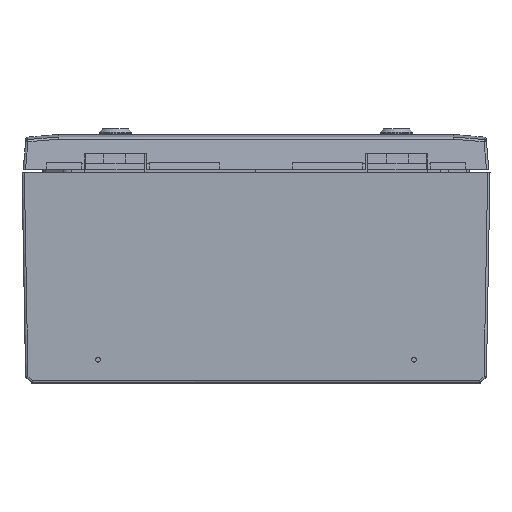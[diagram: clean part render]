
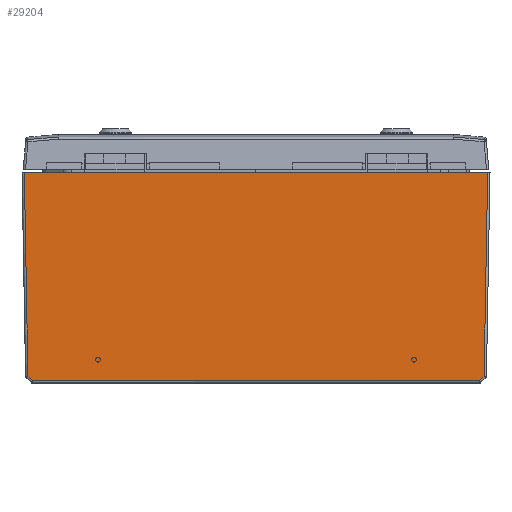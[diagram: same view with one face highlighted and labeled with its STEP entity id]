
A CAD part, left-side view. The second image highlights one B-rep face of the part: STEP entity #29204.
In plain terms, the highlighted face is planar.
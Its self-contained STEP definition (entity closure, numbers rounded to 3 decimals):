
#814 = ORIENTED_EDGE ( 'NONE', *, *, #62508, .F. ) ;
#3396 = ORIENTED_EDGE ( 'NONE', *, *, #21743, .T. ) ;
#5318 = CARTESIAN_POINT ( 'NONE',  ( -194.961, -296.961, -174.103 ) ) ;
#5490 = EDGE_CURVE ( 'NONE', #12982, #71757, #23799, .T. ) ;
#6853 = LINE ( 'NONE', #53598, #14886 ) ;
#7505 = LINE ( 'NONE', #52795, #41920 ) ;
#11012 = VERTEX_POINT ( 'NONE', #51535 ) ;
#11836 = CARTESIAN_POINT ( 'NONE',  ( 198., -300., 0. ) ) ;
#12827 = EDGE_CURVE ( 'NONE', #71757, #35171, #21518, .T. ) ;
#12982 = VERTEX_POINT ( 'NONE', #57837 ) ;
#14283 = LINE ( 'NONE', #36260, #34877 ) ;
#14886 = VECTOR ( 'NONE', #19448, 1000. ) ;
#17238 = ORIENTED_EDGE ( 'NONE', *, *, #12827, .T. ) ;
#18156 = ORIENTED_EDGE ( 'NONE', *, *, #46393, .T. ) ;
#18757 = EDGE_LOOP ( 'NONE', ( #18156, #814, #42706, #17238, #3396, #48131 ) ) ;
#19004 = DIRECTION ( 'NONE',  ( -1., 0., 0. ) ) ;
#19448 = DIRECTION ( 'NONE',  ( 0.707, 0.012, -0.707 ) ) ;
#21518 = LINE ( 'NONE', #42692, #29354 ) ;
#21743 = EDGE_CURVE ( 'NONE', #35171, #48156, #60628, .T. ) ;
#23799 = LINE ( 'NONE', #29721, #23823 ) ;
#23823 = VECTOR ( 'NONE', #46428, 1000. ) ;
#25988 = DIRECTION ( 'NONE',  ( 0.017, -0.017, 1. ) ) ;
#26496 = CARTESIAN_POINT ( 'NONE',  ( -200., -300., 0. ) ) ;
#29204 = ADVANCED_FACE ( 'NONE', ( #34431 ), #57041, .T. ) ;
#29354 = VECTOR ( 'NONE', #25988, 1000. ) ;
#29721 = CARTESIAN_POINT ( 'NONE',  ( 191.03, -296.892, -178.035 ) ) ;
#31024 = DIRECTION ( 'NONE',  ( 0.017, 0.017, -1. ) ) ;
#34431 = FACE_OUTER_BOUND ( 'NONE', #18757, .T. ) ;
#34877 = VECTOR ( 'NONE', #31024, 1000. ) ;
#35171 = VERTEX_POINT ( 'NONE', #11836 ) ;
#35545 = AXIS2_PLACEMENT_3D ( 'NONE', #73368, #69284, #52223 ) ;
#36260 = CARTESIAN_POINT ( 'NONE',  ( -198., -300., 0. ) ) ;
#39087 = DIRECTION ( 'NONE',  ( -1., 0., 0. ) ) ;
#41920 = VECTOR ( 'NONE', #19004, 1000. ) ;
#42692 = CARTESIAN_POINT ( 'NONE',  ( 194.961, -296.961, -174.103 ) ) ;
#42706 = ORIENTED_EDGE ( 'NONE', *, *, #5490, .T. ) ;
#46393 = EDGE_CURVE ( 'NONE', #55960, #11012, #6853, .T. ) ;
#46428 = DIRECTION ( 'NONE',  ( 0.707, -0.012, 0.707 ) ) ;
#48131 = ORIENTED_EDGE ( 'NONE', *, *, #48290, .T. ) ;
#48156 = VERTEX_POINT ( 'NONE', #50929 ) ;
#48290 = EDGE_CURVE ( 'NONE', #48156, #55960, #14283, .T. ) ;
#48977 = VECTOR ( 'NONE', #39087, 1000. ) ;
#50929 = CARTESIAN_POINT ( 'NONE',  ( -198., -300., 0. ) ) ;
#51535 = CARTESIAN_POINT ( 'NONE',  ( -191.03, -296.892, -178.035 ) ) ;
#52223 = DIRECTION ( 'NONE',  ( 0., 0.017, -1. ) ) ;
#52795 = CARTESIAN_POINT ( 'NONE',  ( -200., -296.892, -178.035 ) ) ;
#53598 = CARTESIAN_POINT ( 'NONE',  ( -194.961, -296.961, -174.103 ) ) ;
#55960 = VERTEX_POINT ( 'NONE', #5318 ) ;
#57041 = PLANE ( 'NONE',  #35545 ) ;
#57837 = CARTESIAN_POINT ( 'NONE',  ( 191.03, -296.892, -178.035 ) ) ;
#60628 = LINE ( 'NONE', #26496, #48977 ) ;
#61115 = CARTESIAN_POINT ( 'NONE',  ( 194.961, -296.961, -174.103 ) ) ;
#62508 = EDGE_CURVE ( 'NONE', #12982, #11012, #7505, .T. ) ;
#69284 = DIRECTION ( 'NONE',  ( 0., -1., -0.017 ) ) ;
#71757 = VERTEX_POINT ( 'NONE', #61115 ) ;
#73368 = CARTESIAN_POINT ( 'NONE',  ( -200., -300., 0. ) ) ;
